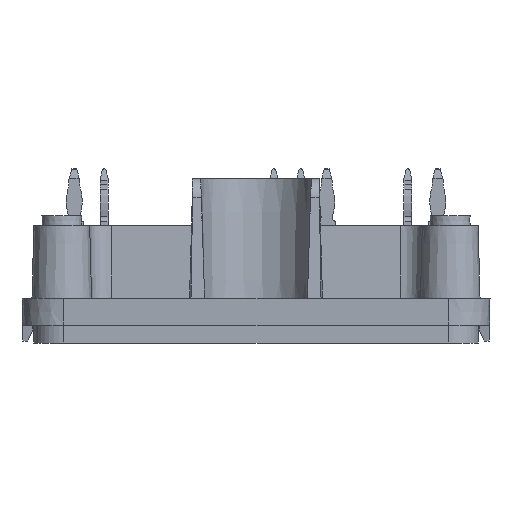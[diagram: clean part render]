
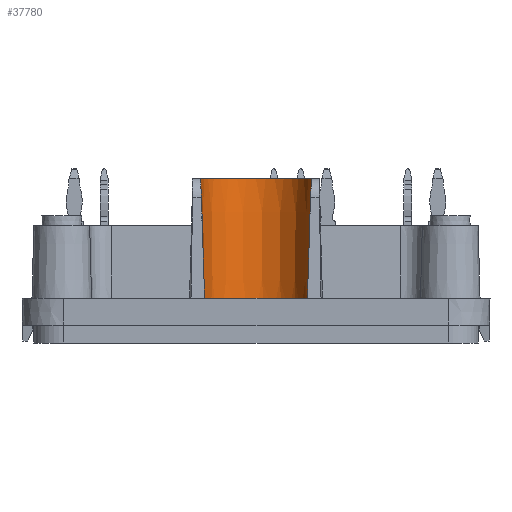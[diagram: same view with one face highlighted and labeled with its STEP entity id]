
A CAD part, left-side view. The second image highlights one B-rep face of the part: STEP entity #37780.
In plain terms, the highlighted conical face has half-angle 1 degrees and reference radius 5.538 mm.
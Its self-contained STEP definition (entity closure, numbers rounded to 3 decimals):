
#127=CONICAL_SURFACE('',#39682,5.538,0.017);
#423=B_SPLINE_CURVE_WITH_KNOTS('',3,(#53000,#53001,#53002,#53003,#53004),
 .UNSPECIFIED.,.F.,.F.,(4,1,4),(0.,0.002,0.003),
 .UNSPECIFIED.);
#424=B_SPLINE_CURVE_WITH_KNOTS('',3,(#53012,#53013,#53014,#53015,#53016),
 .UNSPECIFIED.,.F.,.F.,(4,1,4),(0.,0.002,
0.003),.UNSPECIFIED.);
#493=ELLIPSE('',#39675,126.261,6.231);
#494=ELLIPSE('',#39681,126.261,6.231);
#8879=ORIENTED_EDGE('',*,*,#15247,.F.);
#8880=ORIENTED_EDGE('',*,*,#16240,.T.);
#8881=ORIENTED_EDGE('',*,*,#16238,.T.);
#8882=ORIENTED_EDGE('',*,*,#16236,.T.);
#8883=ORIENTED_EDGE('',*,*,#16234,.T.);
#8884=ORIENTED_EDGE('',*,*,#16232,.T.);
#8885=ORIENTED_EDGE('',*,*,#16223,.T.);
#15247=EDGE_CURVE('',#19382,#19382,#22117,.T.);
#16223=EDGE_CURVE('',#20042,#20041,#22422,.T.);
#16232=EDGE_CURVE('',#20046,#20042,#493,.F.);
#16234=EDGE_CURVE('',#20047,#20046,#423,.T.);
#16236=EDGE_CURVE('',#20048,#20047,#22425,.F.);
#16238=EDGE_CURVE('',#20049,#20048,#424,.T.);
#16240=EDGE_CURVE('',#20041,#20049,#494,.F.);
#19382=VERTEX_POINT('',#49921);
#20041=VERTEX_POINT('',#52973);
#20042=VERTEX_POINT('',#52975);
#20046=VERTEX_POINT('',#52997);
#20047=VERTEX_POINT('',#53005);
#20048=VERTEX_POINT('',#53009);
#20049=VERTEX_POINT('',#53017);
#22117=CIRCLE('',#38951,5.349);
#22422=CIRCLE('',#39666,5.375);
#22425=CIRCLE('',#39678,5.585);
#23520=EDGE_LOOP('',(#8879));
#23521=EDGE_LOOP('',(#8880,#8881,#8882,#8883,#8884,#8885));
#25156=FACE_BOUND('',#23520,.T.);
#25157=FACE_BOUND('',#23521,.T.);
#37780=ADVANCED_FACE('',(#25156,#25157),#127,.F.);
#38951=AXIS2_PLACEMENT_3D('',#49920,#41773,#41774);
#39666=AXIS2_PLACEMENT_3D('',#52974,#43557,#43558);
#39675=AXIS2_PLACEMENT_3D('',#52996,#43579,#43580);
#39678=AXIS2_PLACEMENT_3D('',#53008,#43587,#43588);
#39681=AXIS2_PLACEMENT_3D('',#53020,#43595,#43596);
#39682=AXIS2_PLACEMENT_3D('',#53021,#43597,#43598);
#41773=DIRECTION('',(0.,0.,1.));
#41774=DIRECTION('',(1.,0.,0.));
#43557=DIRECTION('',(0.,0.,1.));
#43558=DIRECTION('',(-1.,0.,0.));
#43579=DIRECTION('',(0.999,0.,-0.052));
#43580=DIRECTION('',(0.052,0.,0.999));
#43587=DIRECTION('',(0.,0.,-1.));
#43588=DIRECTION('',(1.,0.,0.));
#43595=DIRECTION('',(0.999,0.,-0.052));
#43596=DIRECTION('',(0.052,0.,0.999));
#43597=DIRECTION('',(0.,0.,1.));
#43598=DIRECTION('',(-1.,0.,0.));
#49920=CARTESIAN_POINT('',(-46.5,0.,-0.3));
#49921=CARTESIAN_POINT('',(-41.151,0.,-0.3));
#52973=CARTESIAN_POINT('',(-48.,-5.162,1.2));
#52974=CARTESIAN_POINT('',(-46.5,0.,1.2));
#52975=CARTESIAN_POINT('',(-48.,5.162,1.2));
#52996=CARTESIAN_POINT('',(-44.299,0.,71.817));
#52997=CARTESIAN_POINT('',(-47.47,5.466,11.305));
#53000=CARTESIAN_POINT('',(-45.473,5.49,13.2));
#53001=CARTESIAN_POINT('',(-45.977,5.584,13.2));
#53002=CARTESIAN_POINT('',(-46.987,5.597,12.796));
#53003=CARTESIAN_POINT('',(-47.444,5.48,11.816));
#53004=CARTESIAN_POINT('',(-47.47,5.466,11.305));
#53005=CARTESIAN_POINT('',(-45.473,5.49,13.2));
#53008=CARTESIAN_POINT('',(-46.5,0.,13.2));
#53009=CARTESIAN_POINT('',(-45.473,-5.49,13.2));
#53012=CARTESIAN_POINT('',(-47.47,-5.466,11.305));
#53013=CARTESIAN_POINT('',(-47.444,-5.48,11.816));
#53014=CARTESIAN_POINT('',(-46.988,-5.597,12.795));
#53015=CARTESIAN_POINT('',(-45.977,-5.584,13.2));
#53016=CARTESIAN_POINT('',(-45.473,-5.49,13.2));
#53017=CARTESIAN_POINT('',(-47.47,-5.466,11.305));
#53020=CARTESIAN_POINT('',(-44.299,0.,71.817));
#53021=CARTESIAN_POINT('',(-46.5,0.,10.497));
